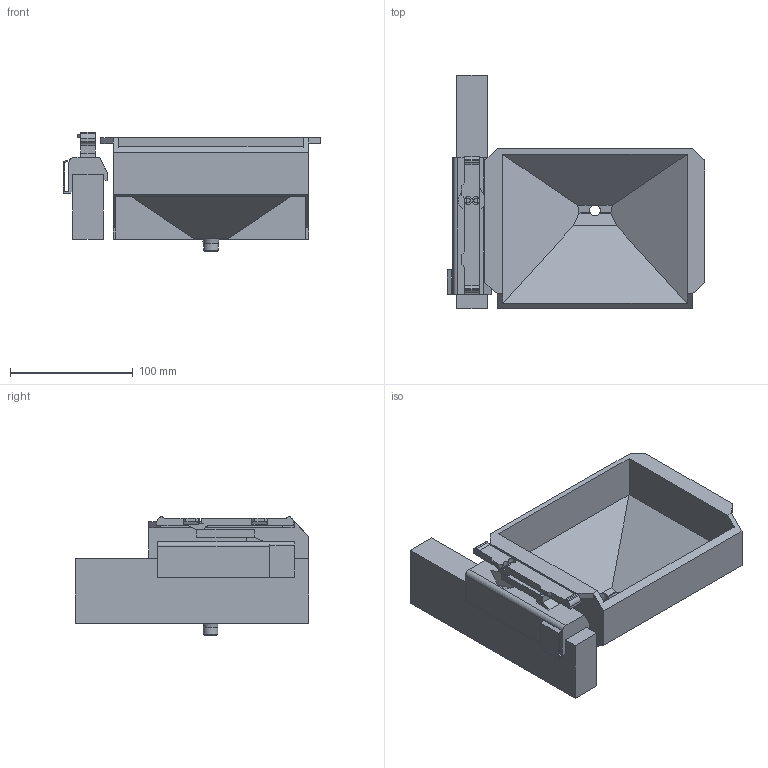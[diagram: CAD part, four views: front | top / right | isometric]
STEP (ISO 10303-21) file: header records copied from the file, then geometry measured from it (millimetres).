
FILE_DESCRIPTION(/* description */ (''),/* implementation_level */ '2;1');
FILE_NAME(/* name */ 'Integrated Scale v29.step',/* time_stamp */ '2025-10-29T15:49:51-07:00',/* author */ (''),/* organization */ (''),/* preprocessor_version */ 'ST-DEVELOPER v20.1',/* originating_system */ 'Autodesk Translation Framework v14.17.0.0',/* authorisation */ '');
FILE_SCHEMA (('AUTOMOTIVE_DESIGN { 1 0 10303 214 3 1 1 }'));
Length unit declared in the file: millimetre
Products named in the file (4): Integrated Scale; Frame; lower scale arm; Counter Sink
Assembly tree (3 placements, depth 3):
  Integrated Scale
    Frame
      lower scale arm
    Counter Sink
Bounding box: 209.8 x 190 x 96.95 mm (x, y, z)
Volume: 539667.1 mm3; surface area: 183269.7 mm2
Topology: 5 solids, 5 shells, 141 faces, 379 edges, 249 vertices
Faces by surface type: plane 108, cylinder 30, cone 2, bspline 1
Full cylindrical faces by diameter (mm): 3.5 x8, 8.8 x1, 12 x1
Entity records: 4587 total; most frequent: CARTESIAN_POINT 845, ORIENTED_EDGE 758, DIRECTION 737, EDGE_CURVE 379, LINE 303, VECTOR 303, VERTEX_POINT 249, AXIS2_PLACEMENT_3D 217
